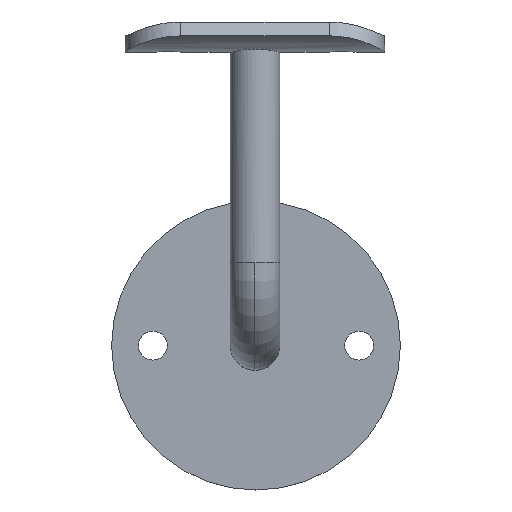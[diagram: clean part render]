
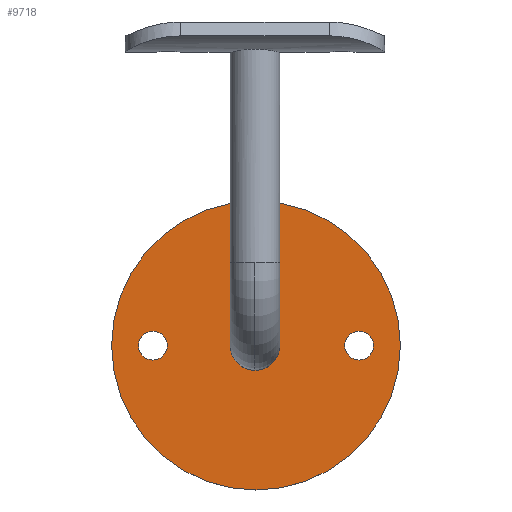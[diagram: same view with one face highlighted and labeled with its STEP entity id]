
A CAD part, top view. The second image highlights one B-rep face of the part: STEP entity #9718.
In plain terms, the highlighted planar face has unit normal (0, 0, 1).
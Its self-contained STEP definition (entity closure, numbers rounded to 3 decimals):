
#125 = VERTEX_POINT ( 'NONE', #1363 ) ;
#161 = CIRCLE ( 'NONE', #7260, 35. ) ;
#308 = FACE_BOUND ( 'NONE', #6788, .T. ) ;
#378 = AXIS2_PLACEMENT_3D ( 'NONE', #2681, #598, #6742 ) ;
#443 = CIRCLE ( 'NONE', #13092, 6. ) ;
#598 = DIRECTION ( 'NONE',  ( 0., 0., 1. ) ) ;
#610 = CARTESIAN_POINT ( 'NONE',  ( 25.25, 0., 4. ) ) ;
#1080 = DIRECTION ( 'NONE',  ( 1., 0., 0. ) ) ;
#1091 = EDGE_LOOP ( 'NONE', ( #1167, #5593 ) ) ;
#1167 = ORIENTED_EDGE ( 'NONE', *, *, #8300, .F. ) ;
#1263 = DIRECTION ( 'NONE',  ( 1., 0., 0. ) ) ;
#1363 = CARTESIAN_POINT ( 'NONE',  ( 21.75, 0., 4. ) ) ;
#1576 = DIRECTION ( 'NONE',  ( 0., 0., 1. ) ) ;
#1599 = DIRECTION ( 'NONE',  ( 0., 0., 1. ) ) ;
#1929 = CIRCLE ( 'NONE', #3626, 6. ) ;
#1988 = VERTEX_POINT ( 'NONE', #4804 ) ;
#2006 = AXIS2_PLACEMENT_3D ( 'NONE', #9547, #3358, #3394 ) ;
#2274 = DIRECTION ( 'NONE',  ( 0., 0., 1. ) ) ;
#2346 = VERTEX_POINT ( 'NONE', #12687 ) ;
#2681 = CARTESIAN_POINT ( 'NONE',  ( -24.75, 0., 4. ) ) ;
#2726 = VERTEX_POINT ( 'NONE', #5417 ) ;
#2879 = ORIENTED_EDGE ( 'NONE', *, *, #4330, .F. ) ;
#2915 = DIRECTION ( 'NONE',  ( 1., 0., 0. ) ) ;
#3250 = DIRECTION ( 'NONE',  ( 1., 0., 0. ) ) ;
#3358 = DIRECTION ( 'NONE',  ( 0., 0., 1. ) ) ;
#3394 = DIRECTION ( 'NONE',  ( 1., 0., 0. ) ) ;
#3626 = AXIS2_PLACEMENT_3D ( 'NONE', #8457, #10418, #1263 ) ;
#3630 = DIRECTION ( 'NONE',  ( 1., 0., 0. ) ) ;
#3728 = VERTEX_POINT ( 'NONE', #10159 ) ;
#3750 = ORIENTED_EDGE ( 'NONE', *, *, #10326, .F. ) ;
#4206 = AXIS2_PLACEMENT_3D ( 'NONE', #8111, #7253, #1080 ) ;
#4330 = EDGE_CURVE ( 'NONE', #2726, #125, #8312, .T. ) ;
#4552 = CARTESIAN_POINT ( 'NONE',  ( 6., 0., 4. ) ) ;
#4804 = CARTESIAN_POINT ( 'NONE',  ( -34.75, 0., 4. ) ) ;
#5417 = CARTESIAN_POINT ( 'NONE',  ( 28.75, 0., 4. ) ) ;
#5590 = AXIS2_PLACEMENT_3D ( 'NONE', #6315, #2274, #3250 ) ;
#5593 = ORIENTED_EDGE ( 'NONE', *, *, #12243, .F. ) ;
#5741 = FACE_OUTER_BOUND ( 'NONE', #12904, .T. ) ;
#6081 = CIRCLE ( 'NONE', #10903, 35. ) ;
#6315 = CARTESIAN_POINT ( 'NONE',  ( 0.25, 0., 4. ) ) ;
#6742 = DIRECTION ( 'NONE',  ( 1., 0., 0. ) ) ;
#6777 = CARTESIAN_POINT ( 'NONE',  ( 35.25, 0., 4. ) ) ;
#6788 = EDGE_LOOP ( 'NONE', ( #8406, #2879 ) ) ;
#7144 = DIRECTION ( 'NONE',  ( 0., 0., 1. ) ) ;
#7201 = CIRCLE ( 'NONE', #378, 3.5 ) ;
#7241 = CARTESIAN_POINT ( 'NONE',  ( -21.25, 0., 4. ) ) ;
#7253 = DIRECTION ( 'NONE',  ( 0., 0., 1. ) ) ;
#7260 = AXIS2_PLACEMENT_3D ( 'NONE', #10687, #1576, #8677 ) ;
#7370 = FACE_BOUND ( 'NONE', #1091, .T. ) ;
#7452 = ORIENTED_EDGE ( 'NONE', *, *, #10680, .F. ) ;
#7826 = EDGE_CURVE ( 'NONE', #125, #2726, #11924, .T. ) ;
#8111 = CARTESIAN_POINT ( 'NONE',  ( 25.25, 0., 4. ) ) ;
#8300 = EDGE_CURVE ( 'NONE', #3728, #9526, #1929, .T. ) ;
#8312 = CIRCLE ( 'NONE', #4206, 3.5 ) ;
#8406 = ORIENTED_EDGE ( 'NONE', *, *, #7826, .F. ) ;
#8457 = CARTESIAN_POINT ( 'NONE',  ( 0., 0., 4. ) ) ;
#8586 = CIRCLE ( 'NONE', #2006, 3.5 ) ;
#8677 = DIRECTION ( 'NONE',  ( 1., 0., 0. ) ) ;
#8915 = AXIS2_PLACEMENT_3D ( 'NONE', #610, #1599, #3630 ) ;
#9033 = CARTESIAN_POINT ( 'NONE',  ( 0., 0., 4. ) ) ;
#9258 = EDGE_CURVE ( 'NONE', #1988, #10416, #6081, .T. ) ;
#9488 = EDGE_LOOP ( 'NONE', ( #3750, #7452 ) ) ;
#9526 = VERTEX_POINT ( 'NONE', #4552 ) ;
#9547 = CARTESIAN_POINT ( 'NONE',  ( -24.75, 0., 4. ) ) ;
#9718 = ADVANCED_FACE ( 'NONE', ( #7370, #12467, #5741, #308 ), #10469, .T. ) ;
#9855 = EDGE_CURVE ( 'NONE', #10416, #1988, #161, .T. ) ;
#10086 = CARTESIAN_POINT ( 'NONE',  ( 0.25, 0., 4. ) ) ;
#10159 = CARTESIAN_POINT ( 'NONE',  ( -6., 0., 4. ) ) ;
#10326 = EDGE_CURVE ( 'NONE', #2346, #13049, #7201, .T. ) ;
#10416 = VERTEX_POINT ( 'NONE', #6777 ) ;
#10418 = DIRECTION ( 'NONE',  ( 0., 0., 1. ) ) ;
#10469 = PLANE ( 'NONE',  #5590 ) ;
#10680 = EDGE_CURVE ( 'NONE', #13049, #2346, #8586, .T. ) ;
#10687 = CARTESIAN_POINT ( 'NONE',  ( 0.25, 0., 4. ) ) ;
#10781 = ORIENTED_EDGE ( 'NONE', *, *, #9855, .T. ) ;
#10903 = AXIS2_PLACEMENT_3D ( 'NONE', #10086, #7144, #13136 ) ;
#11910 = ORIENTED_EDGE ( 'NONE', *, *, #9258, .T. ) ;
#11924 = CIRCLE ( 'NONE', #8915, 3.5 ) ;
#12136 = DIRECTION ( 'NONE',  ( 0., 0., 1. ) ) ;
#12243 = EDGE_CURVE ( 'NONE', #9526, #3728, #443, .T. ) ;
#12467 = FACE_BOUND ( 'NONE', #9488, .T. ) ;
#12687 = CARTESIAN_POINT ( 'NONE',  ( -28.25, 0., 4. ) ) ;
#12904 = EDGE_LOOP ( 'NONE', ( #11910, #10781 ) ) ;
#13049 = VERTEX_POINT ( 'NONE', #7241 ) ;
#13092 = AXIS2_PLACEMENT_3D ( 'NONE', #9033, #12136, #2915 ) ;
#13136 = DIRECTION ( 'NONE',  ( 1., 0., 0. ) ) ;
